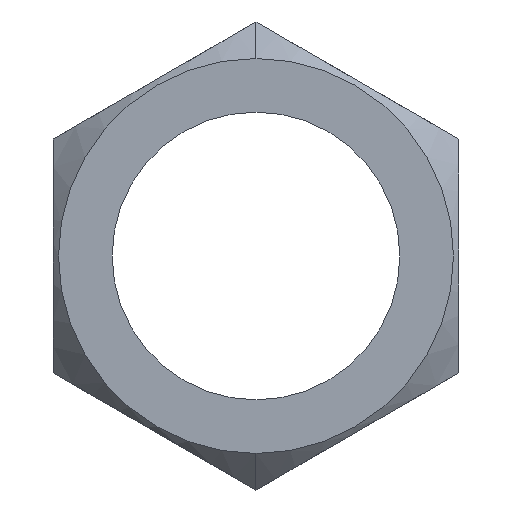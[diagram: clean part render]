
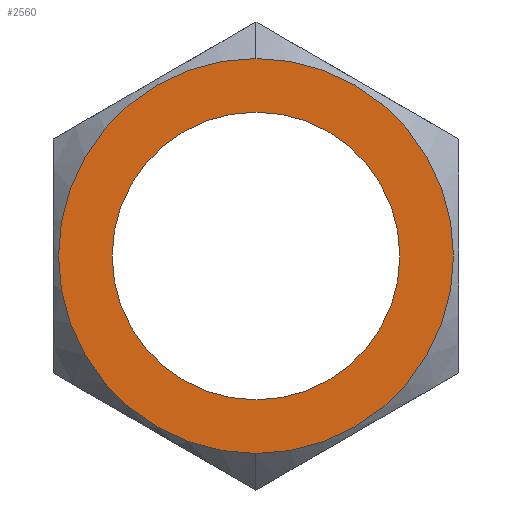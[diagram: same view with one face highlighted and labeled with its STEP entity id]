
A CAD part, left-side view. The second image highlights one B-rep face of the part: STEP entity #2560.
In plain terms, the highlighted planar face has unit normal (-1, 0, 0).
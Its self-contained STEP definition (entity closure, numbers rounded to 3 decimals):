
#277 = CARTESIAN_POINT ( 'NONE',  ( -11.5, 0., 0. ) ) ;
#417 = CARTESIAN_POINT ( 'NONE',  ( -11.5, 0., -24.368 ) ) ;
#646 = CARTESIAN_POINT ( 'NONE',  ( -11.5, 0., 0. ) ) ;
#654 = AXIS2_PLACEMENT_3D ( 'NONE', #1431, #1128, #3556 ) ;
#723 = EDGE_CURVE ( 'NONE', #1780, #3569, #3047, .T. ) ;
#967 = EDGE_LOOP ( 'NONE', ( #1407, #1817 ) ) ;
#1128 = DIRECTION ( 'NONE',  ( 1., 0., 0. ) ) ;
#1146 = CARTESIAN_POINT ( 'NONE',  ( -11.5, 0., -17.75 ) ) ;
#1302 = DIRECTION ( 'NONE',  ( 0., 0., -1. ) ) ;
#1407 = ORIENTED_EDGE ( 'NONE', *, *, #2113, .T. ) ;
#1431 = CARTESIAN_POINT ( 'NONE',  ( -11.5, 0., 0. ) ) ;
#1569 = DIRECTION ( 'NONE',  ( 0., 0., 1. ) ) ;
#1641 = VERTEX_POINT ( 'NONE', #417 ) ;
#1661 = AXIS2_PLACEMENT_3D ( 'NONE', #2746, #3650, #1569 ) ;
#1714 = FACE_OUTER_BOUND ( 'NONE', #967, .T. ) ;
#1743 = CARTESIAN_POINT ( 'NONE',  ( -11.5, 0., 24.368 ) ) ;
#1755 = DIRECTION ( 'NONE',  ( 1., 0., 0. ) ) ;
#1780 = VERTEX_POINT ( 'NONE', #1146 ) ;
#1782 = CIRCLE ( 'NONE', #3194, 24.368 ) ;
#1817 = ORIENTED_EDGE ( 'NONE', *, *, #2704, .T. ) ;
#1970 = EDGE_CURVE ( 'NONE', #3569, #1780, #2369, .T. ) ;
#1980 = AXIS2_PLACEMENT_3D ( 'NONE', #3306, #1755, #3519 ) ;
#2033 = FACE_BOUND ( 'NONE', #2364, .T. ) ;
#2113 = EDGE_CURVE ( 'NONE', #1641, #3942, #3772, .T. ) ;
#2364 = EDGE_LOOP ( 'NONE', ( #2921, #2677 ) ) ;
#2369 = CIRCLE ( 'NONE', #654, 17.75 ) ;
#2560 = ADVANCED_FACE ( 'NONE', ( #2033, #1714 ), #2957, .F. ) ;
#2604 = CARTESIAN_POINT ( 'NONE',  ( -11.5, 0., 17.75 ) ) ;
#2677 = ORIENTED_EDGE ( 'NONE', *, *, #723, .T. ) ;
#2704 = EDGE_CURVE ( 'NONE', #3942, #1641, #1782, .T. ) ;
#2746 = CARTESIAN_POINT ( 'NONE',  ( -11.5, 0., 0. ) ) ;
#2776 = DIRECTION ( 'NONE',  ( 1., 0., 0. ) ) ;
#2921 = ORIENTED_EDGE ( 'NONE', *, *, #1970, .T. ) ;
#2957 = PLANE ( 'NONE',  #1980 ) ;
#3047 = CIRCLE ( 'NONE', #3565, 17.75 ) ;
#3054 = DIRECTION ( 'NONE',  ( -1., 0., 0. ) ) ;
#3194 = AXIS2_PLACEMENT_3D ( 'NONE', #277, #3054, #3678 ) ;
#3306 = CARTESIAN_POINT ( 'NONE',  ( -11.5, 0., 0. ) ) ;
#3519 = DIRECTION ( 'NONE',  ( 0., 0., -1. ) ) ;
#3556 = DIRECTION ( 'NONE',  ( 0., 0., -1. ) ) ;
#3565 = AXIS2_PLACEMENT_3D ( 'NONE', #646, #2776, #1302 ) ;
#3569 = VERTEX_POINT ( 'NONE', #2604 ) ;
#3650 = DIRECTION ( 'NONE',  ( -1., 0., 0. ) ) ;
#3678 = DIRECTION ( 'NONE',  ( 0., 0., 1. ) ) ;
#3772 = CIRCLE ( 'NONE', #1661, 24.368 ) ;
#3942 = VERTEX_POINT ( 'NONE', #1743 ) ;
